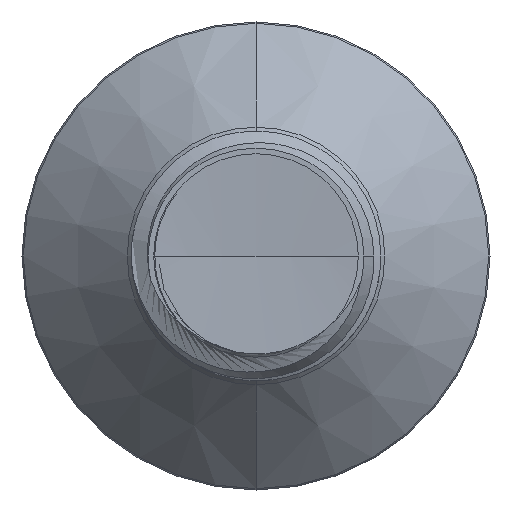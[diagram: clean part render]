
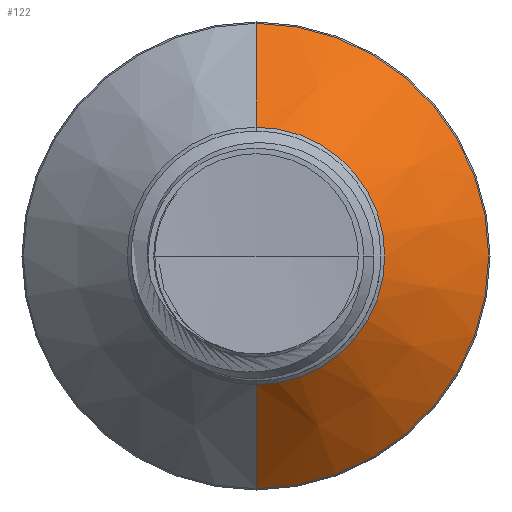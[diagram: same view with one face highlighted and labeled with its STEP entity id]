
A CAD part, front view. The second image highlights one B-rep face of the part: STEP entity #122.
In plain terms, the highlighted conical face has half-angle 45 degrees and reference radius 2.064 mm.
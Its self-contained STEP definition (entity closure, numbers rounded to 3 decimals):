
#122 = ADVANCED_FACE ( 'NONE', ( #22393 ), #28533, .T. ) ;
#688 = EDGE_CURVE ( 'NONE', #20479, #22517, #13009, .T. ) ;
#1037 = CARTESIAN_POINT ( 'NONE',  ( 0., 20.857, 0. ) ) ;
#3730 = DIRECTION ( 'NONE',  ( 0., 0., 1. ) ) ;
#4095 = ORIENTED_EDGE ( 'NONE', *, *, #26422, .T. ) ;
#5003 = DIRECTION ( 'NONE',  ( 0., 0.707, 0.707 ) ) ;
#5177 = EDGE_LOOP ( 'NONE', ( #31100, #4095, #11100, #18060 ) ) ;
#7692 = CARTESIAN_POINT ( 'NONE',  ( 0., 19.193, 0. ) ) ;
#7699 = DIRECTION ( 'NONE',  ( 0., 0., 1. ) ) ;
#8007 = LINE ( 'NONE', #20666, #27175 ) ;
#8103 = EDGE_CURVE ( 'NONE', #20479, #19191, #8007, .T. ) ;
#8652 = DIRECTION ( 'NONE',  ( 0., 1., 0. ) ) ;
#9401 = VECTOR ( 'NONE', #14140, 1000. ) ;
#9729 = CARTESIAN_POINT ( 'NONE',  ( 0., 19.193, 2.064 ) ) ;
#10628 = CARTESIAN_POINT ( 'NONE',  ( 0., 20.857, -3.728 ) ) ;
#11100 = ORIENTED_EDGE ( 'NONE', *, *, #14660, .F. ) ;
#13009 = CIRCLE ( 'NONE', #17559, 2.064 ) ;
#14048 = DIRECTION ( 'NONE',  ( 0., 1., 0. ) ) ;
#14140 = DIRECTION ( 'NONE',  ( 0., 0.707, -0.707 ) ) ;
#14660 = EDGE_CURVE ( 'NONE', #19191, #33915, #15335, .T. ) ;
#15335 = CIRCLE ( 'NONE', #31115, 3.728 ) ;
#17559 = AXIS2_PLACEMENT_3D ( 'NONE', #29652, #14048, #32279 ) ;
#18060 = ORIENTED_EDGE ( 'NONE', *, *, #8103, .F. ) ;
#19191 = VERTEX_POINT ( 'NONE', #24575 ) ;
#19438 = DIRECTION ( 'NONE',  ( 0., 1., 0. ) ) ;
#20479 = VERTEX_POINT ( 'NONE', #9729 ) ;
#20666 = CARTESIAN_POINT ( 'NONE',  ( 0., 19.193, 2.064 ) ) ;
#22393 = FACE_OUTER_BOUND ( 'NONE', #5177, .T. ) ;
#22517 = VERTEX_POINT ( 'NONE', #25414 ) ;
#23260 = LINE ( 'NONE', #32263, #9401 ) ;
#24575 = CARTESIAN_POINT ( 'NONE',  ( 0., 20.857, 3.728 ) ) ;
#25414 = CARTESIAN_POINT ( 'NONE',  ( 0., 19.193, -2.064 ) ) ;
#26422 = EDGE_CURVE ( 'NONE', #22517, #33915, #23260, .T. ) ;
#27175 = VECTOR ( 'NONE', #5003, 1000. ) ;
#28533 = CONICAL_SURFACE ( 'NONE', #32175, 2.064, 0.785 ) ;
#29652 = CARTESIAN_POINT ( 'NONE',  ( 0., 19.193, 0. ) ) ;
#31100 = ORIENTED_EDGE ( 'NONE', *, *, #688, .T. ) ;
#31115 = AXIS2_PLACEMENT_3D ( 'NONE', #1037, #19438, #3730 ) ;
#32175 = AXIS2_PLACEMENT_3D ( 'NONE', #7692, #8652, #7699 ) ;
#32263 = CARTESIAN_POINT ( 'NONE',  ( 0., 19.193, -2.064 ) ) ;
#32279 = DIRECTION ( 'NONE',  ( 0., 0., 1. ) ) ;
#33915 = VERTEX_POINT ( 'NONE', #10628 ) ;
